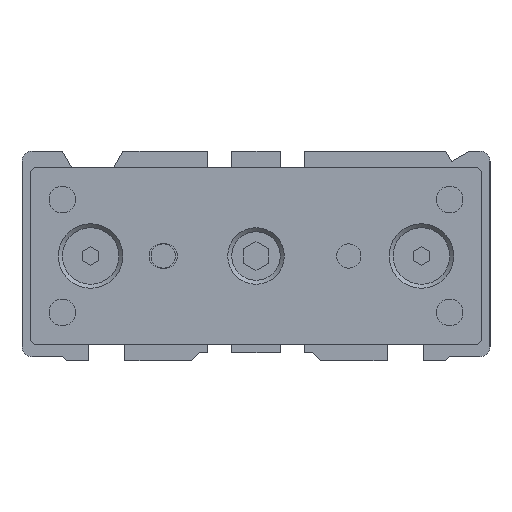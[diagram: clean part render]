
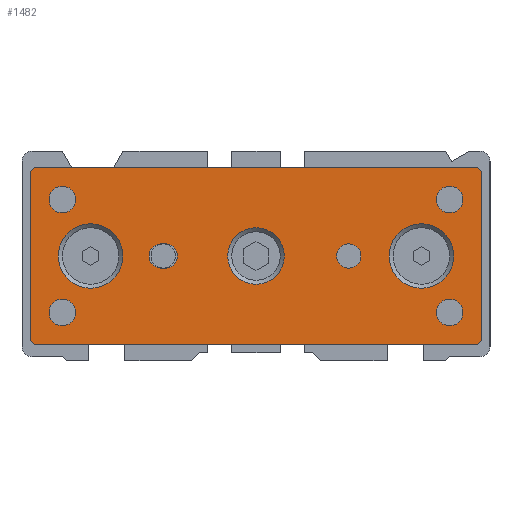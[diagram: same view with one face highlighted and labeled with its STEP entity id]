
A CAD part, left-side view. The second image highlights one B-rep face of the part: STEP entity #1482.
In plain terms, the highlighted planar face has unit normal (-1, 0, 0).
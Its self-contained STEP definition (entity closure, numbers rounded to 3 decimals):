
#1136=CARTESIAN_POINT('',(150.,-153.,0.));
#1137=VERTEX_POINT('Vertex65',#1136);
#1138=CARTESIAN_POINT('',(150.,-151.5,0.));
#1139=DIRECTION('',(1.,0.,0.));
#1140=DIRECTION('',(0.,-1.,0.));
#1141=AXIS2_PLACEMENT_3D('',#1138,#1139,#1140);
#1142=CIRCLE('nurbsCrv85',#1141,1.5);
#1143=EDGE_CURVE('Edge85',#1137,#1137,#1142,.T.);
#1154=CARTESIAN_POINT('',(150.,-128.25,1.5));
#1155=VERTEX_POINT('Vertex66',#1154);
#1162=CARTESIAN_POINT('',(150.,-128.25,-1.5));
#1163=VERTEX_POINT('Vertex67',#1162);
#1164=CARTESIAN_POINT('',(150.,-128.25,0.));
#1165=DIRECTION('',(1.,0.,0.));
#1166=DIRECTION('',(0.,0.,-1.));
#1167=AXIS2_PLACEMENT_3D('',#1164,#1165,#1166);
#1168=CIRCLE('nurbsCrv87',#1167,1.5);
#1169=EDGE_CURVE('Edge87',#1163,#1155,#1168,.T.);
#1186=CARTESIAN_POINT('',(150.,-128.75,-1.5));
#1187=VERTEX_POINT('Vertex68',#1186);
#1194=CARTESIAN_POINT('',(150.,-128.75,1.5));
#1195=VERTEX_POINT('Vertex69',#1194);
#1196=CARTESIAN_POINT('',(150.,-128.75,0.));
#1197=DIRECTION('',(1.,0.,0.));
#1198=DIRECTION('',(0.,0.,1.));
#1199=AXIS2_PLACEMENT_3D('',#1196,#1197,#1198);
#1200=CIRCLE('nurbsCrv90',#1199,1.5);
#1201=EDGE_CURVE('Edge90',#1195,#1187,#1200,.T.);
#1219=CARTESIAN_POINT('',(150.,-128.5,1.5));
#1220=DIRECTION('',(0.,-1.,0.));
#1221=VECTOR('',#1220,1.);
#1222=LINE('nurbsCrv92',#1219,#1221);
#1223=EDGE_CURVE('Edge92',#1155,#1195,#1222,.T.);
#1235=CARTESIAN_POINT('',(150.,-164.5,0.));
#1236=VERTEX_POINT('Vertex70',#1235);
#1237=CARTESIAN_POINT('',(150.,-160.5,0.));
#1238=DIRECTION('',(1.,0.,0.));
#1239=DIRECTION('',(0.,-1.,0.));
#1240=AXIS2_PLACEMENT_3D('',#1237,#1238,#1239);
#1241=CIRCLE('nurbsCrv93',#1240,4.);
#1242=EDGE_CURVE('Edge93',#1236,#1236,#1241,.T.);
#1255=CARTESIAN_POINT('',(150.,-143.5,0.));
#1256=VERTEX_POINT('Vertex71',#1255);
#1257=CARTESIAN_POINT('',(150.,-140.,0.));
#1258=DIRECTION('',(1.,0.,0.));
#1259=DIRECTION('',(0.,-1.,0.));
#1260=AXIS2_PLACEMENT_3D('',#1257,#1258,#1259);
#1261=CIRCLE('nurbsCrv94',#1260,3.5);
#1262=EDGE_CURVE('Edge94',#1256,#1256,#1261,.T.);
#1275=CARTESIAN_POINT('',(150.,-123.5,0.));
#1276=VERTEX_POINT('Vertex72',#1275);
#1277=CARTESIAN_POINT('',(150.,-119.5,0.));
#1278=DIRECTION('',(1.,0.,0.));
#1279=DIRECTION('',(0.,-1.,0.));
#1280=AXIS2_PLACEMENT_3D('',#1277,#1278,#1279);
#1281=CIRCLE('nurbsCrv95',#1280,4.);
#1282=EDGE_CURVE('Edge95',#1276,#1276,#1281,.T.);
#1297=CARTESIAN_POINT('',(150.,-128.5,-1.5));
#1298=DIRECTION('',(0.,1.,0.));
#1299=VECTOR('',#1298,1.);
#1300=LINE('nurbsCrv96',#1297,#1299);
#1301=EDGE_CURVE('Edge96',#1187,#1163,#1300,.T.);
#1313=CARTESIAN_POINT('',(150.,-167.5,11.));
#1314=VERTEX_POINT('Vertex78',#1313);
#1315=CARTESIAN_POINT('',(150.,-112.5,11.));
#1316=VERTEX_POINT('Vertex77',#1315);
#1317=CARTESIAN_POINT('',(150.,-140.,11.));
#1318=DIRECTION('',(0.,1.,0.));
#1319=VECTOR('',#1318,1.);
#1320=LINE('nurbsCrv101',#1317,#1319);
#1321=EDGE_CURVE('Edge101',#1314,#1316,#1320,.T.);
#1322=ORIENTED_EDGE('Edgeuse177',*,*,#1321,.T.);
#1323=CARTESIAN_POINT('',(150.,-112.,10.5));
#1324=VERTEX_POINT('Vertex79',#1323);
#1325=CARTESIAN_POINT('',(150.,-112.25,10.75));
#1326=DIRECTION('',(0.,-0.707,0.707));
#1327=VECTOR('',#1326,1.);
#1328=LINE('nurbsCrv102',#1325,#1327);
#1329=EDGE_CURVE('Edge102',#1324,#1316,#1328,.T.);
#1330=ORIENTED_EDGE('Edgeuse178',*,*,#1329,.F.);
#1331=CARTESIAN_POINT('',(150.,-112.,-10.5));
#1332=VERTEX_POINT('Vertex80',#1331);
#1333=CARTESIAN_POINT('',(150.,-112.,0.));
#1334=DIRECTION('',(0.,0.,1.));
#1335=VECTOR('',#1334,1.);
#1336=LINE('nurbsCrv103',#1333,#1335);
#1337=EDGE_CURVE('Edge103',#1332,#1324,#1336,.T.);
#1338=ORIENTED_EDGE('Edgeuse179',*,*,#1337,.F.);
#1339=CARTESIAN_POINT('',(150.,-112.5,-11.));
#1340=VERTEX_POINT('Vertex81',#1339);
#1341=CARTESIAN_POINT('',(150.,-112.25,-10.75));
#1342=DIRECTION('',(0.,0.707,0.707));
#1343=VECTOR('',#1342,1.);
#1344=LINE('nurbsCrv104',#1341,#1343);
#1345=EDGE_CURVE('Edge104',#1340,#1332,#1344,.T.);
#1346=ORIENTED_EDGE('Edgeuse180',*,*,#1345,.F.);
#1347=CARTESIAN_POINT('',(150.,-167.5,-11.));
#1348=VERTEX_POINT('Vertex82',#1347);
#1349=CARTESIAN_POINT('',(150.,-140.,-11.));
#1350=DIRECTION('',(0.,1.,0.));
#1351=VECTOR('',#1350,1.);
#1352=LINE('nurbsCrv105',#1349,#1351);
#1353=EDGE_CURVE('Edge105',#1348,#1340,#1352,.T.);
#1354=ORIENTED_EDGE('Edgeuse181',*,*,#1353,.F.);
#1355=CARTESIAN_POINT('',(150.,-168.,-10.5));
#1356=VERTEX_POINT('Vertex83',#1355);
#1357=CARTESIAN_POINT('',(150.,-167.75,-10.75));
#1358=DIRECTION('',(0.,0.707,-0.707));
#1359=VECTOR('',#1358,1.);
#1360=LINE('nurbsCrv106',#1357,#1359);
#1361=EDGE_CURVE('Edge106',#1356,#1348,#1360,.T.);
#1362=ORIENTED_EDGE('Edgeuse182',*,*,#1361,.F.);
#1363=CARTESIAN_POINT('',(150.,-168.,10.5));
#1364=VERTEX_POINT('Vertex84',#1363);
#1365=CARTESIAN_POINT('',(150.,-168.,0.));
#1366=DIRECTION('',(0.,0.,1.));
#1367=VECTOR('',#1366,1.);
#1368=LINE('nurbsCrv107',#1365,#1367);
#1369=EDGE_CURVE('Edge107',#1356,#1364,#1368,.T.);
#1370=ORIENTED_EDGE('Edgeuse183',*,*,#1369,.T.);
#1371=CARTESIAN_POINT('',(150.,-167.75,10.75));
#1372=DIRECTION('',(0.,0.707,0.707));
#1373=VECTOR('',#1372,1.);
#1374=LINE('nurbsCrv108',#1371,#1373);
#1375=EDGE_CURVE('Edge108',#1364,#1314,#1374,.T.);
#1376=ORIENTED_EDGE('Edgeuse184',*,*,#1375,.T.);
#1377=EDGE_LOOP('',(#1322,#1330,#1338,#1346,#1354,#1362,#1370,#1376));
#1378=FACE_OUTER_BOUND('',#1377,.T.);
#1379=ORIENTED_EDGE('Edgeuse185',*,*,#1242,.T.);
#1380=EDGE_LOOP('',(#1379));
#1381=FACE_BOUND('',#1380,.T.);
#1382=ORIENTED_EDGE('Edgeuse186',*,*,#1262,.T.);
#1383=EDGE_LOOP('',(#1382));
#1384=FACE_BOUND('',#1383,.T.);
#1385=ORIENTED_EDGE('Edgeuse187',*,*,#1282,.T.);
#1386=EDGE_LOOP('',(#1385));
#1387=FACE_BOUND('',#1386,.T.);
#1388=ORIENTED_EDGE('Edgeuse188',*,*,#1143,.T.);
#1389=EDGE_LOOP('',(#1388));
#1390=FACE_BOUND('',#1389,.T.);
#1391=ORIENTED_EDGE('Edgeuse189',*,*,#1169,.T.);
#1392=ORIENTED_EDGE('Edgeuse190',*,*,#1223,.T.);
#1393=ORIENTED_EDGE('Edgeuse191',*,*,#1201,.T.);
#1394=ORIENTED_EDGE('Edgeuse192',*,*,#1301,.T.);
#1395=EDGE_LOOP('',(#1391,#1392,#1393,#1394));
#1396=FACE_BOUND('',#1395,.T.);
#1397=CARTESIAN_POINT('',(150.,-114.35,7.));
#1398=VERTEX_POINT('Vertex73',#1397);
#1399=CARTESIAN_POINT('',(150.,-117.65,7.));
#1400=VERTEX_POINT('Vertex322',#1399);
#1401=CARTESIAN_POINT('',(150.,-116.,7.));
#1402=DIRECTION('',(1.,0.,0.));
#1403=DIRECTION('',(0.,1.,0.));
#1404=AXIS2_PLACEMENT_3D('',#1401,#1402,#1403);
#1405=CIRCLE('nurbsCrv685',#1404,1.65);
#1406=EDGE_CURVE('Edge458',#1398,#1400,#1405,.T.);
#1407=ORIENTED_EDGE('Edgeuse917',*,*,#1406,.T.);
#1408=CARTESIAN_POINT('',(150.,-116.,7.));
#1409=DIRECTION('',(1.,0.,0.));
#1410=DIRECTION('',(0.,-1.,0.));
#1411=AXIS2_PLACEMENT_3D('',#1408,#1409,#1410);
#1412=CIRCLE('nurbsCrv686',#1411,1.65);
#1413=EDGE_CURVE('Edge459',#1400,#1398,#1412,.T.);
#1414=ORIENTED_EDGE('Edgeuse919',*,*,#1413,.T.);
#1415=EDGE_LOOP('',(#1407,#1414));
#1416=FACE_BOUND('',#1415,.T.);
#1417=CARTESIAN_POINT('',(150.,-114.35,-7.));
#1418=VERTEX_POINT('Vertex74',#1417);
#1419=CARTESIAN_POINT('',(150.,-117.65,-7.));
#1420=VERTEX_POINT('Vertex324',#1419);
#1421=CARTESIAN_POINT('',(150.,-116.,-7.));
#1422=DIRECTION('',(1.,0.,0.));
#1423=DIRECTION('',(0.,1.,0.));
#1424=AXIS2_PLACEMENT_3D('',#1421,#1422,#1423);
#1425=CIRCLE('nurbsCrv702',#1424,1.65);
#1426=EDGE_CURVE('Edge463',#1418,#1420,#1425,.T.);
#1427=ORIENTED_EDGE('Edgeuse927',*,*,#1426,.T.);
#1428=CARTESIAN_POINT('',(150.,-116.,-7.));
#1429=DIRECTION('',(1.,0.,0.));
#1430=DIRECTION('',(0.,-1.,0.));
#1431=AXIS2_PLACEMENT_3D('',#1428,#1429,#1430);
#1432=CIRCLE('nurbsCrv703',#1431,1.65);
#1433=EDGE_CURVE('Edge464',#1420,#1418,#1432,.T.);
#1434=ORIENTED_EDGE('Edgeuse929',*,*,#1433,.T.);
#1435=EDGE_LOOP('',(#1427,#1434));
#1436=FACE_BOUND('',#1435,.T.);
#1437=CARTESIAN_POINT('',(150.,-162.35,-7.));
#1438=VERTEX_POINT('Vertex75',#1437);
#1439=CARTESIAN_POINT('',(150.,-165.65,-7.));
#1440=VERTEX_POINT('Vertex326',#1439);
#1441=CARTESIAN_POINT('',(150.,-164.,-7.));
#1442=DIRECTION('',(1.,0.,0.));
#1443=DIRECTION('',(0.,1.,0.));
#1444=AXIS2_PLACEMENT_3D('',#1441,#1442,#1443);
#1445=CIRCLE('nurbsCrv719',#1444,1.65);
#1446=EDGE_CURVE('Edge468',#1438,#1440,#1445,.T.);
#1447=ORIENTED_EDGE('Edgeuse937',*,*,#1446,.T.);
#1448=CARTESIAN_POINT('',(150.,-164.,-7.));
#1449=DIRECTION('',(1.,0.,0.));
#1450=DIRECTION('',(0.,-1.,0.));
#1451=AXIS2_PLACEMENT_3D('',#1448,#1449,#1450);
#1452=CIRCLE('nurbsCrv720',#1451,1.65);
#1453=EDGE_CURVE('Edge469',#1440,#1438,#1452,.T.);
#1454=ORIENTED_EDGE('Edgeuse939',*,*,#1453,.T.);
#1455=EDGE_LOOP('',(#1447,#1454));
#1456=FACE_BOUND('',#1455,.T.);
#1457=CARTESIAN_POINT('',(150.,-162.35,7.));
#1458=VERTEX_POINT('Vertex76',#1457);
#1459=CARTESIAN_POINT('',(150.,-165.65,7.));
#1460=VERTEX_POINT('Vertex328',#1459);
#1461=CARTESIAN_POINT('',(150.,-164.,7.));
#1462=DIRECTION('',(1.,0.,0.));
#1463=DIRECTION('',(0.,1.,0.));
#1464=AXIS2_PLACEMENT_3D('',#1461,#1462,#1463);
#1465=CIRCLE('nurbsCrv736',#1464,1.65);
#1466=EDGE_CURVE('Edge473',#1458,#1460,#1465,.T.);
#1467=ORIENTED_EDGE('Edgeuse947',*,*,#1466,.T.);
#1468=CARTESIAN_POINT('',(150.,-164.,7.));
#1469=DIRECTION('',(1.,0.,0.));
#1470=DIRECTION('',(0.,-1.,0.));
#1471=AXIS2_PLACEMENT_3D('',#1468,#1469,#1470);
#1472=CIRCLE('nurbsCrv737',#1471,1.65);
#1473=EDGE_CURVE('Edge474',#1460,#1458,#1472,.T.);
#1474=ORIENTED_EDGE('Edgeuse949',*,*,#1473,.T.);
#1475=EDGE_LOOP('',(#1467,#1474));
#1476=FACE_BOUND('',#1475,.T.);
#1477=CARTESIAN_POINT('',(150.,-140.,0.));
#1478=DIRECTION('',(-1.,0.,0.));
#1479=DIRECTION('',(0.,-1.,0.));
#1480=AXIS2_PLACEMENT_3D('',#1477,#1478,#1479);
#1481=PLANE('nurbsSrf43',#1480);
#1482=ADVANCED_FACE('Face43',(#1378,#1381,#1384,#1387,#1390,#1396,#1416,#1436,
#1456,#1476),#1481,.T.);
